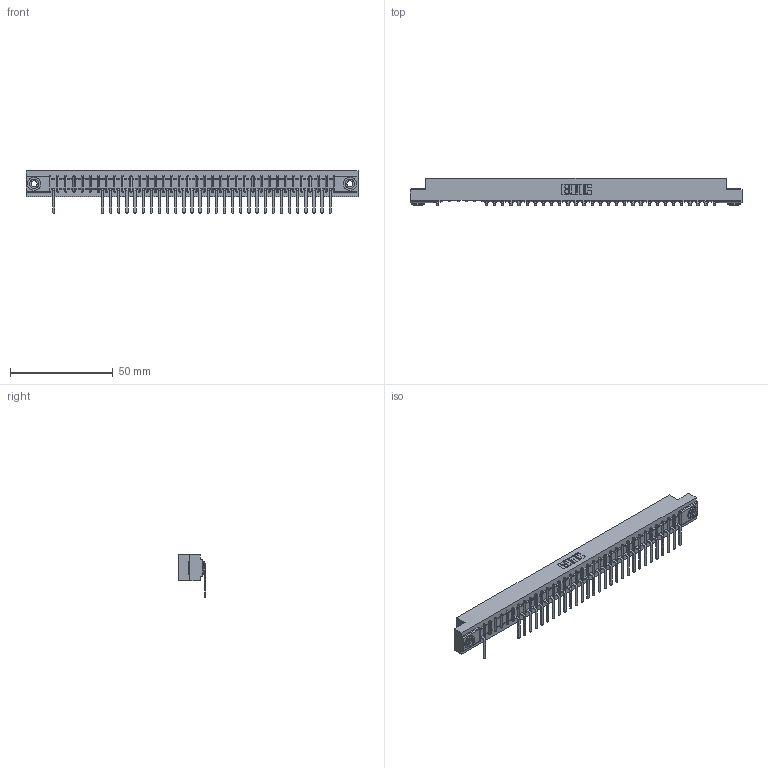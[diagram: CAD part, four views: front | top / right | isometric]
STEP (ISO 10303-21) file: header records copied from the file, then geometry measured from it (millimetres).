
FILE_DESCRIPTION (( 'STEP AP203' ), '1' );
FILE_NAME ('357-035-557-103.STEP', '2018-08-10T04:47:18', ( '' ), ( '' ), 'SwSTEP 2.0', 'SolidWorks 2016', '' );
FILE_SCHEMA (( 'CONFIG_CONTROL_DESIGN' ));
Length unit declared in the file: inch
Products named in the file (4): 307 Part_.156 Dia Mounting Holes; 307-290-002_557; 345-250-002_345-250-002-102; 357-035-557-103
Assembly tree (33 placements, depth 2):
  357-035-557-103
    307 Part_.156 Dia Mounting Holes
    307-290-002_557  x30
    345-250-002_345-250-002-102  x2
Bounding box: 161.7 x 13.36 x 20.66 mm (x, y, z)
Volume: 17188.9 mm3; surface area: 21308.1 mm2
Topology: 33 solids, 33 shells, 2646 faces, 8075 edges, 5282 vertices
Faces by surface type: plane 1564, cylinder 1002, sphere 72, cone 8
Entity records: 32627 total; most frequent: CARTESIAN_POINT 5504, ORIENTED_EDGE 5490, DIRECTION 5361, EDGE_CURVE 2745, LINE 2091, VECTOR 2091, VERTEX_POINT 1778, AXIS2_PLACEMENT_3D 1635
